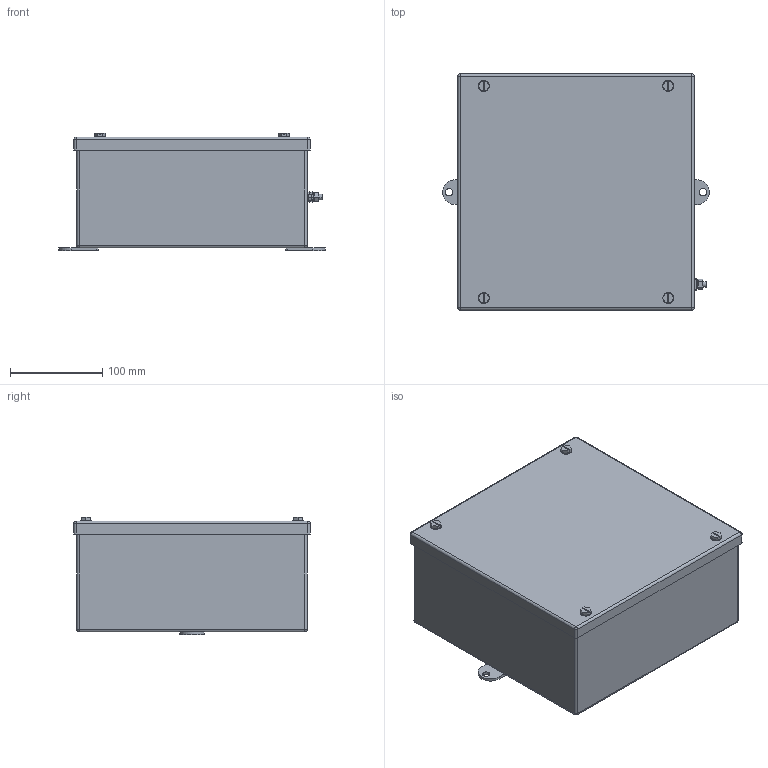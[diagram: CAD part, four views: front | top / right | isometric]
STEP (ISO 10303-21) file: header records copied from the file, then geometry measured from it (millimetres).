
FILE_DESCRIPTION(('CATIA V5R24 STEP','CAx-IF Rec.Pracs.--- Model Styling and Organization---1.2---2011-12-15'),'2;1');
FILE_NAME ('D1446898_0', '2018-05-09T07:18:04+00:00', ('Weidmueller Interface'), ('Weidmueller'), 'CATIA Version 5-6 Release 2014 SP4 HF52', 'CATIA V5 STEP AP214', 'none');
FILE_SCHEMA(('AUTOMOTIVE_DESIGN { 1 0 10303 214 1 1 1 1 }'));
Length unit declared in the file: millimetre
Products named in the file (1): KLIPPON_STB_4_SS_RAL 7032
Bounding box: 289 x 256 x 127 mm (x, y, z)
Volume: 495945.2 mm3; surface area: 577797.7 mm2
Topology: 19 solids, 23 shells, 735 faces, 1714 edges, 1046 vertices
Faces by surface type: plane 329, cylinder 306, cone 52, torus 28, sphere 20
Entity records: 19407 total; most frequent: CARTESIAN_POINT 3688, ORIENTED_EDGE 3376, DIRECTION 2720, EDGE_CURVE 1688, AXIS2_PLACEMENT_3D 1276, VERTEX_POINT 1046, VECTOR 902, LINE 902
